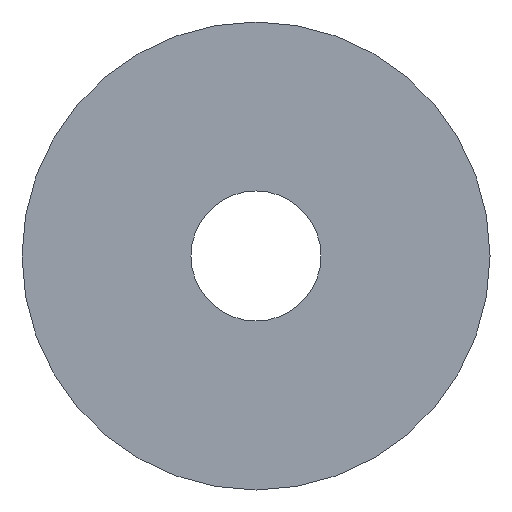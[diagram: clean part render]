
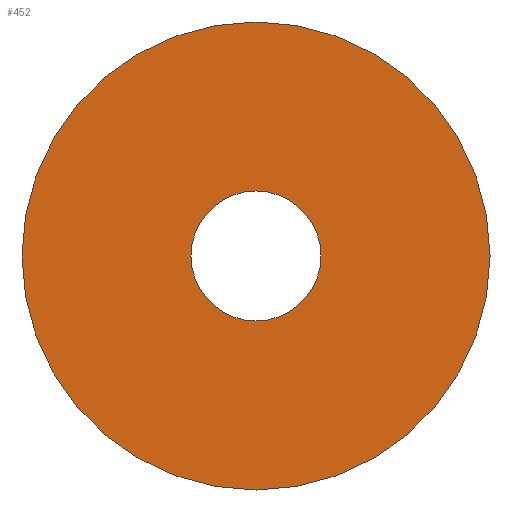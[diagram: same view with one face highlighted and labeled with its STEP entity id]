
A CAD part, left-side view. The second image highlights one B-rep face of the part: STEP entity #452.
In plain terms, the highlighted planar face has unit normal (-1, 0, 0).
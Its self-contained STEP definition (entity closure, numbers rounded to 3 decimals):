
#208=CARTESIAN_POINT('',(0.,0.,0.));
#209=DIRECTION('',(-1.,0.,0.));
#210=DIRECTION('',(0.,0.,1.));
#211=AXIS2_PLACEMENT_3D('',#208,#209,#210);
#216=CARTESIAN_POINT('',(0.,0.,0.));
#217=DIRECTION('',(-1.,0.,0.));
#218=DIRECTION('',(0.,0.,-1.));
#219=AXIS2_PLACEMENT_3D('',#216,#217,#218);
#224=CARTESIAN_POINT('',(0.,0.,0.));
#225=DIRECTION('',(1.,0.,0.));
#226=DIRECTION('',(0.,0.,1.));
#227=AXIS2_PLACEMENT_3D('',#224,#225,#226);
#232=CARTESIAN_POINT('',(0.,0.,0.));
#233=DIRECTION('',(1.,0.,0.));
#234=DIRECTION('',(0.,0.,-1.));
#235=AXIS2_PLACEMENT_3D('',#232,#233,#234);
#309=CARTESIAN_POINT('',(0.,0.,9.));
#311=VERTEX_POINT('',#309);
#313=CARTESIAN_POINT('',(0.,0.,-9.));
#315=VERTEX_POINT('',#313);
#325=CARTESIAN_POINT('',(0.,0.,-2.5));
#327=VERTEX_POINT('',#325);
#329=CARTESIAN_POINT('',(0.,0.,2.5));
#331=VERTEX_POINT('',#329);
#437=CARTESIAN_POINT('',(0.,0.,0.));
#438=DIRECTION('',(-1.,0.,0.));
#439=DIRECTION('',(0.,0.,1.));
#440=AXIS2_PLACEMENT_3D('',#437,#438,#439);
#441=PLANE('',#440);
#443=ORIENTED_EDGE('',*,*,#442,.F.);
#445=ORIENTED_EDGE('',*,*,#444,.F.);
#446=EDGE_LOOP('',(#443,#445));
#447=FACE_OUTER_BOUND('',#446,.F.);
#448=ORIENTED_EDGE('',*,*,#431,.F.);
#449=ORIENTED_EDGE('',*,*,#417,.F.);
#450=EDGE_LOOP('',(#448,#449));
#451=FACE_BOUND('',#450,.F.);
#212=CIRCLE('',#211,9.);
#220=CIRCLE('',#219,9.);
#228=CIRCLE('',#227,2.5);
#236=CIRCLE('',#235,2.5);
#417=EDGE_CURVE('',#327,#331,#236,.T.);
#431=EDGE_CURVE('',#331,#327,#228,.T.);
#442=EDGE_CURVE('',#311,#315,#212,.T.);
#444=EDGE_CURVE('',#315,#311,#220,.T.);
#452=ADVANCED_FACE('',(#447,#451),#441,.T.);
